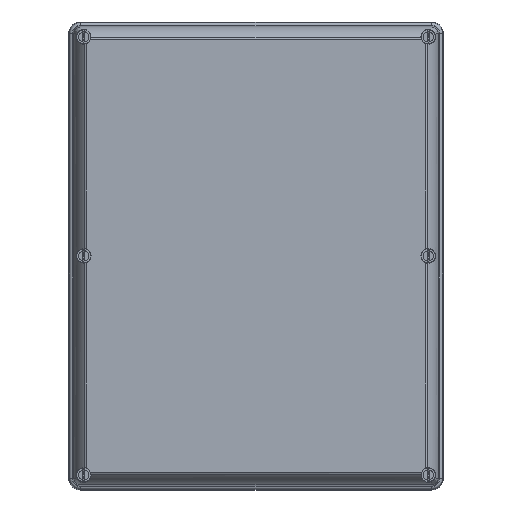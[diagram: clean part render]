
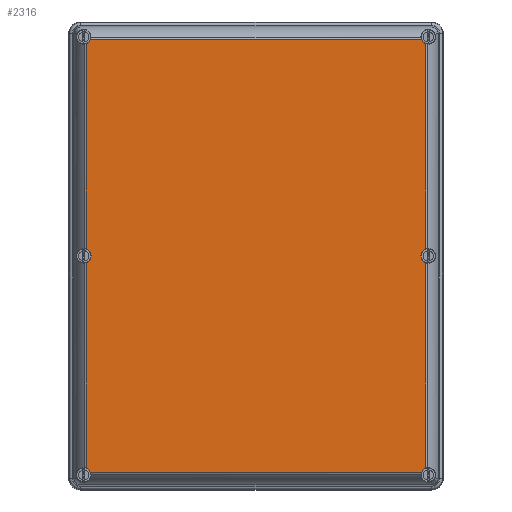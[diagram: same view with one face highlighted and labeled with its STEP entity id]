
A CAD part, top view. The second image highlights one B-rep face of the part: STEP entity #2316.
In plain terms, the highlighted planar face has unit normal (0, 0, 1).
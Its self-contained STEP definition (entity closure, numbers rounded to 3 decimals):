
#2316 = ADVANCED_FACE( '', ( #6173 ), #6174, .F. );
#6173 = FACE_OUTER_BOUND( '', #12112, .T. );
#6174 = PLANE( '', #12113 );
#12112 = EDGE_LOOP( '', ( #18879, #18880, #18881, #18882, #18883, #18884, #18885, #18886, #18887, #18888, #18889, #18890 ) );
#12113 = AXIS2_PLACEMENT_3D( '', #18891, #18892, #18893 );
#18879 = ORIENTED_EDGE( '', *, *, #34198, .F. );
#18880 = ORIENTED_EDGE( '', *, *, #34199, .F. );
#18881 = ORIENTED_EDGE( '', *, *, #34200, .F. );
#18882 = ORIENTED_EDGE( '', *, *, #34201, .F. );
#18883 = ORIENTED_EDGE( '', *, *, #33561, .F. );
#18884 = ORIENTED_EDGE( '', *, *, #34202, .T. );
#18885 = ORIENTED_EDGE( '', *, *, #34072, .F. );
#18886 = ORIENTED_EDGE( '', *, *, #34203, .T. );
#18887 = ORIENTED_EDGE( '', *, *, #34204, .F. );
#18888 = ORIENTED_EDGE( '', *, *, #33643, .T. );
#18889 = ORIENTED_EDGE( '', *, *, #34205, .F. );
#18890 = ORIENTED_EDGE( '', *, *, #34206, .F. );
#18891 = CARTESIAN_POINT( '', ( 187.5, 247.013, 57. ) );
#18892 = DIRECTION( '', ( 0., 0., -1. ) );
#18893 = DIRECTION( '', ( 0., 1., 0. ) );
#33561 = EDGE_CURVE( '', #39814, #39815, #39816, .F. );
#33643 = EDGE_CURVE( '', #39962, #39959, #39963, .F. );
#34072 = EDGE_CURVE( '', #40719, #40721, #40722, .F. );
#34198 = EDGE_CURVE( '', #40943, #40944, #40945, .F. );
#34199 = EDGE_CURVE( '', #40946, #40943, #40947, .T. );
#34200 = EDGE_CURVE( '', #40948, #40946, #40949, .F. );
#34201 = EDGE_CURVE( '', #39815, #40948, #40950, .F. );
#34202 = EDGE_CURVE( '', #39814, #40721, #40951, .T. );
#34203 = EDGE_CURVE( '', #40719, #40952, #40953, .T. );
#34204 = EDGE_CURVE( '', #39962, #40952, #40954, .F. );
#34205 = EDGE_CURVE( '', #40955, #39959, #40956, .F. );
#34206 = EDGE_CURVE( '', #40944, #40955, #40957, .T. );
#39814 = VERTEX_POINT( '', #49043 );
#39815 = VERTEX_POINT( '', #49044 );
#39816 = CIRCLE( '', #49045, 7.75 );
#39959 = VERTEX_POINT( '', #49372 );
#39962 = VERTEX_POINT( '', #49384 );
#39963 = LINE( '', #49385, #49386 );
#40719 = VERTEX_POINT( '', #50522 );
#40721 = VERTEX_POINT( '', #50531 );
#40722 = CIRCLE( '', #50532, 7.75 );
#40943 = VERTEX_POINT( '', #50848 );
#40944 = VERTEX_POINT( '', #50849 );
#40945 = CIRCLE( '', #50850, 7.75 );
#40946 = VERTEX_POINT( '', #50851 );
#40947 = LINE( '', #50852, #50853 );
#40948 = VERTEX_POINT( '', #50854 );
#40949 = CIRCLE( '', #50855, 7.75 );
#40950 = LINE( '', #50856, #50857 );
#40951 = LINE( '', #50858, #50859 );
#40952 = VERTEX_POINT( '', #50860 );
#40953 = LINE( '', #50861, #50862 );
#40954 = CIRCLE( '', #50863, 7.75 );
#40955 = VERTEX_POINT( '', #50864 );
#40956 = CIRCLE( '', #50865, 7.75 );
#40957 = LINE( '', #50866, #50867 );
#49043 = CARTESIAN_POINT( '', ( -181.107, 226.87, 57. ) );
#49044 = CARTESIAN_POINT( '', ( -176.835, 231.107, 57. ) );
#49045 = AXIS2_PLACEMENT_3D( '', #62688, #62689, #62690 );
#49372 = CARTESIAN_POINT( '', ( 176.835, -231.107, 57. ) );
#49384 = CARTESIAN_POINT( '', ( -176.835, -231.107, 57. ) );
#49385 = CARTESIAN_POINT( '', ( 250., -231.107, 57. ) );
#49386 = VECTOR( '', #62776, 1000. );
#50522 = CARTESIAN_POINT( '', ( -181.107, -7.19, 57. ) );
#50531 = CARTESIAN_POINT( '', ( -181.107, 7.19, 57. ) );
#50532 = AXIS2_PLACEMENT_3D( '', #63274, #63275, #63276 );
#50848 = CARTESIAN_POINT( '', ( 181.107, 7.19, 57. ) );
#50849 = CARTESIAN_POINT( '', ( 181.107, -7.19, 57. ) );
#50850 = AXIS2_PLACEMENT_3D( '', #63414, #63415, #63416 );
#50851 = CARTESIAN_POINT( '', ( 181.107, 226.87, 57. ) );
#50852 = CARTESIAN_POINT( '', ( 181.107, 250., 57. ) );
#50853 = VECTOR( '', #63417, 1000. );
#50854 = CARTESIAN_POINT( '', ( 176.835, 231.107, 57. ) );
#50855 = AXIS2_PLACEMENT_3D( '', #63418, #63419, #63420 );
#50856 = CARTESIAN_POINT( '', ( 250., 231.107, 57. ) );
#50857 = VECTOR( '', #63421, 1000. );
#50858 = CARTESIAN_POINT( '', ( -181.107, 250., 57. ) );
#50859 = VECTOR( '', #63422, 1000. );
#50860 = CARTESIAN_POINT( '', ( -181.107, -226.87, 57. ) );
#50861 = CARTESIAN_POINT( '', ( -181.107, 250., 57. ) );
#50862 = VECTOR( '', #63423, 1000. );
#50863 = AXIS2_PLACEMENT_3D( '', #63424, #63425, #63426 );
#50864 = CARTESIAN_POINT( '', ( 181.107, -226.87, 57. ) );
#50865 = AXIS2_PLACEMENT_3D( '', #63427, #63428, #63429 );
#50866 = CARTESIAN_POINT( '', ( 181.107, 250., 57. ) );
#50867 = VECTOR( '', #63430, 1000. );
#62688 = CARTESIAN_POINT( '', ( -184., 234.06, 57. ) );
#62689 = DIRECTION( '', ( 0., 0., -1. ) );
#62690 = DIRECTION( '', ( 0., 1., 0. ) );
#62776 = DIRECTION( '', ( -1., 0., 0. ) );
#63274 = CARTESIAN_POINT( '', ( -184., 0., 57. ) );
#63275 = DIRECTION( '', ( 0., 0., -1. ) );
#63276 = DIRECTION( '', ( 0., 1., 0. ) );
#63414 = CARTESIAN_POINT( '', ( 184., 0., 57. ) );
#63415 = DIRECTION( '', ( 0., 0., -1. ) );
#63416 = DIRECTION( '', ( 0., 1., 0. ) );
#63417 = DIRECTION( '', ( 0., -1., 0. ) );
#63418 = CARTESIAN_POINT( '', ( 184., 234.06, 57. ) );
#63419 = DIRECTION( '', ( 0., 0., -1. ) );
#63420 = DIRECTION( '', ( 0., 1., 0. ) );
#63421 = DIRECTION( '', ( -1., 0., 0. ) );
#63422 = DIRECTION( '', ( 0., -1., 0. ) );
#63423 = DIRECTION( '', ( 0., -1., 0. ) );
#63424 = CARTESIAN_POINT( '', ( -184., -234.06, 57. ) );
#63425 = DIRECTION( '', ( 0., 0., -1. ) );
#63426 = DIRECTION( '', ( 0., 1., 0. ) );
#63427 = CARTESIAN_POINT( '', ( 184., -234.06, 57. ) );
#63428 = DIRECTION( '', ( 0., 0., -1. ) );
#63429 = DIRECTION( '', ( 0., 1., 0. ) );
#63430 = DIRECTION( '', ( 0., -1., 0. ) );
